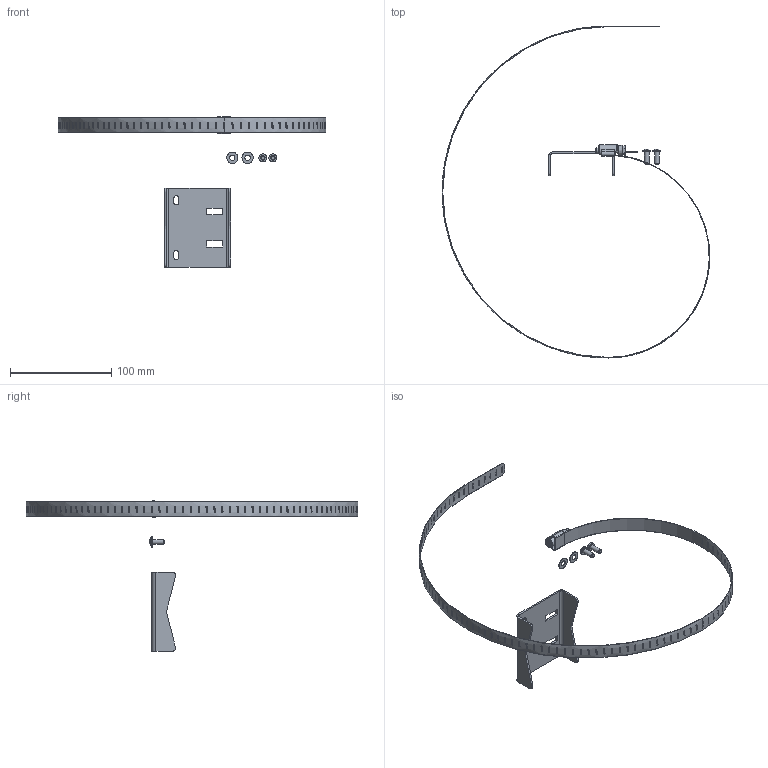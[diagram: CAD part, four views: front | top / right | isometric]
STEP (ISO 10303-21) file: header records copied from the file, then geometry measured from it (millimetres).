
FILE_DESCRIPTION (( 'STEP AP203' ), '1' );
FILE_NAME ('PMB5057WKIT2.step', '2020-11-12T19:15:13', ( 'ADC123' ), ( 'Microsoft' ), 'SwSTEP 2.0', 'SolidWorks 2019', '' );
FILE_SCHEMA (( 'CONFIG_CONTROL_DESIGN' ));
Length unit declared in the file: inch
Products named in the file (1): PMB5057WKIT2
Bounding box: 264.08 x 327.58 x 148.48 mm (x, y, z)
Volume: 22452 mm3; surface area: 44822.8 mm2
Topology: 7 solids, 7 shells, 535 faces, 1565 edges, 1044 vertices
Faces by surface type: plane 296, cylinder 218, cone 14, bspline 7
Full cylindrical faces by diameter (mm): 4.47 x2, 5.08 x2, 5.207 x2, 5.588 x1, 7.937 x1, 11.125 x2
Entity records: 20533 total; most frequent: CARTESIAN_POINT 7676, ORIENTED_EDGE 3084, DIRECTION 1960, EDGE_CURVE 1542, VERTEX_POINT 1038, EDGE_LOOP 754, AXIS2_PLACEMENT_3D 664, VECTOR 632
